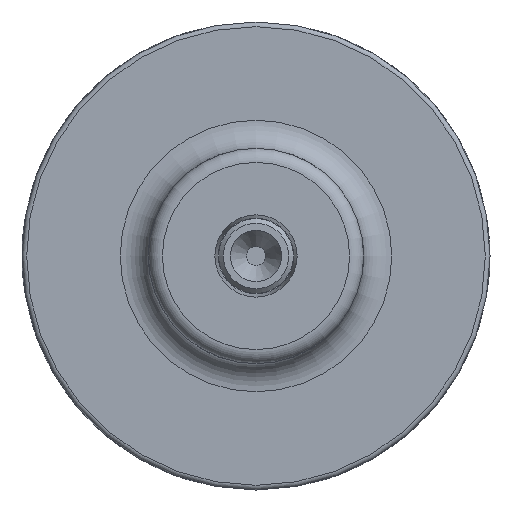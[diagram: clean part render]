
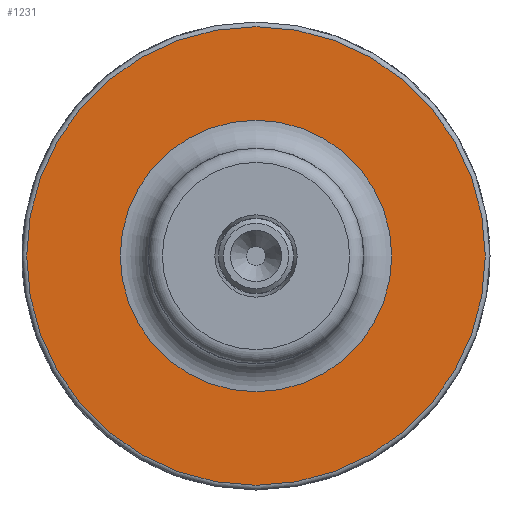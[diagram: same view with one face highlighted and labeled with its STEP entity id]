
A CAD part, left-side view. The second image highlights one B-rep face of the part: STEP entity #1231.
In plain terms, the highlighted planar face has unit normal (-1, 0, 0).
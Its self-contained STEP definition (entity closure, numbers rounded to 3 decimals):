
#1189=CARTESIAN_POINT('',(-20.0,24.5,0.));
#1190=VERTEX_POINT('',#1189);
#1191=CARTESIAN_POINT('',(-20.0,0.0,0.0));
#1192=DIRECTION('',(1.0,0.0,0.0));
#1193=DIRECTION('',(0.0,-1.0,0.0));
#1194=AXIS2_PLACEMENT_3D('',#1191,#1192,#1193);
#1195=CIRCLE('',#1194,24.5);
#1196=EDGE_CURVE('',#1190,#1190,#1195,.T.);
#1212=CARTESIAN_POINT('',(-20.0,25.0,0.0));
#1213=DIRECTION('',(-1.0,0.0,0.0));
#1214=DIRECTION('',(0.0,0.0,1.0));
#1215=AXIS2_PLACEMENT_3D('',#1212,#1213,#1214);
#1216=PLANE('',#1215);
#1217=ORIENTED_EDGE('',*,*,#1196,.F.);
#1218=EDGE_LOOP('',(#1217));
#1219=FACE_OUTER_BOUND('',#1218,.T.);
#1220=CARTESIAN_POINT('',(-20.0,0.0,14.5));
#1221=VERTEX_POINT('',#1220);
#1222=CARTESIAN_POINT('',(-20.0,0.0,0.0));
#1223=DIRECTION('',(-1.0,0.0,0.0));
#1224=DIRECTION('',(0.0,0.0,1.0));
#1225=AXIS2_PLACEMENT_3D('',#1222,#1223,#1224);
#1226=CIRCLE('',#1225,14.5);
#1227=EDGE_CURVE('',#1221,#1221,#1226,.T.);
#1228=ORIENTED_EDGE('',*,*,#1227,.F.);
#1229=EDGE_LOOP('',(#1228));
#1230=FACE_BOUND('',#1229,.T.);
#1231=ADVANCED_FACE('',(#1219,#1230),#1216,.T.);
